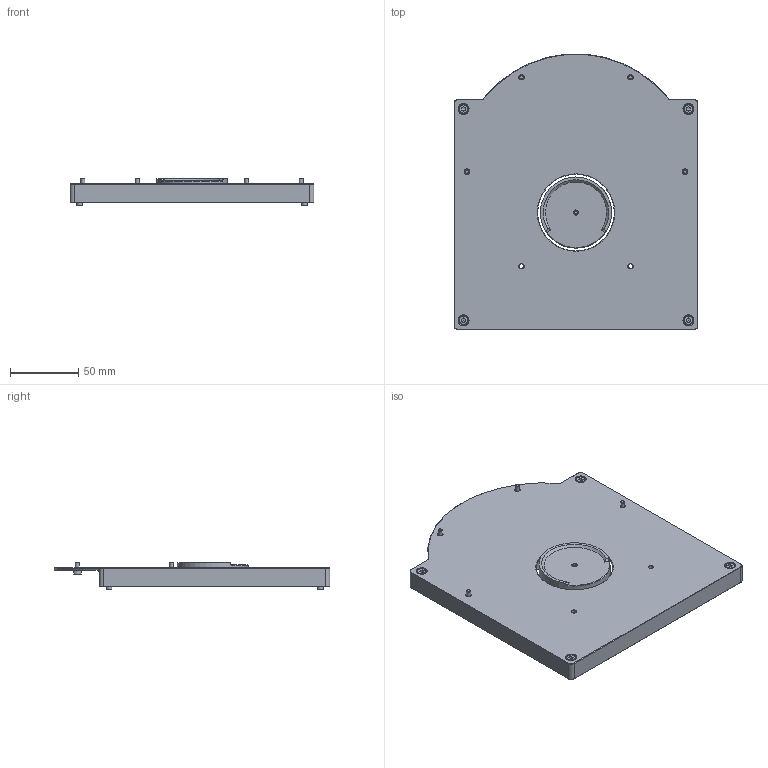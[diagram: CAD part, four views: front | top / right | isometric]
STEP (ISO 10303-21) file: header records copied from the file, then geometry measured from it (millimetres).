
FILE_DESCRIPTION(/* description */ (''),/* implementation_level */ '2;1');
FILE_NAME(/* name */ 'gng_jj223bf_base_assembly.step',/* time_stamp */ '2024-05-28T21:15:59+12:00',/* author */ (''),/* organization */ (''),/* preprocessor_version */ 'ST-DEVELOPER v20',/* originating_system */ 'Autodesk Translation Framework v12.20.1.177',/* authorisation */ '');
FILE_SCHEMA (('AUTOMOTIVE_DESIGN { 1 0 10303 214 3 1 1 }'));
Length unit declared in the file: millimetre
Products named in the file (9): OpenTrickler JJ223BF Scale Shield; g&g_weighing_pan_dia_reducer; g&g_scale_weighing_pan_adapter; cup_base; M3 Threaded Insert; M3x8 FHCS; M3x12 SHCS; M3x6 SHCS; M4x12 SHCS
Assembly tree (13 placements, depth 2):
  OpenTrickler JJ223BF Scale Shield
    g&g_weighing_pan_dia_reducer
    g&g_scale_weighing_pan_adapter
    cup_base
    M3 Threaded Insert
    M3x8 FHCS
    M3x12 SHCS  x2
    M3x6 SHCS  x2
    M4x12 SHCS  x4
Bounding box: 179 x 202.21 x 20.2 mm (x, y, z)
Volume: 96517.5 mm3; surface area: 107219.4 mm2
Topology: 14 solids, 14 shells, 806 faces, 1913 edges, 1157 vertices
Faces by surface type: plane 293, cylinder 202, cone 158, bspline 137, torus 16
Full cylindrical faces by diameter (mm): 2.9 x1, 3 x5, 3.4 x8, 4 x4, 4.2 x1, 4.25 x1, 4.4 x4, 4.6 x1, 4.7 x1, 5.5 x4, 6 x1, 6.1 x4, 7 x4, 7.5 x4, 12 x1, 14 x1, 16 x1, 19.2 x1, 31.2 x1, 36.5 x1, 39.7 x1, 52.2 x1, 56.2 x1
Entity records: 22853 total; most frequent: CARTESIAN_POINT 6648, ORIENTED_EDGE 3388, DIRECTION 3263, EDGE_CURVE 1694, AXIS2_PLACEMENT_3D 1275, VERTEX_POINT 1027, EDGE_LOOP 757, LINE 713
